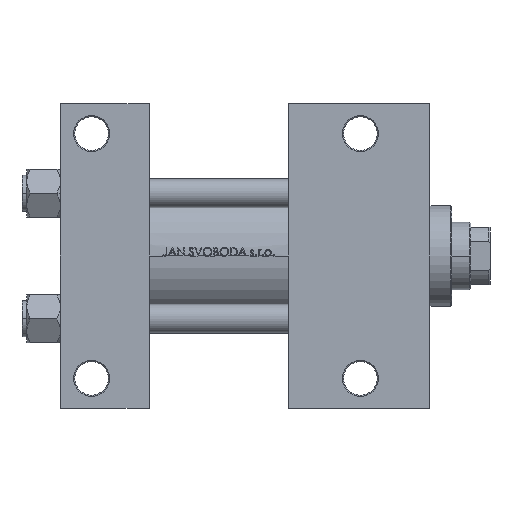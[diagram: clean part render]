
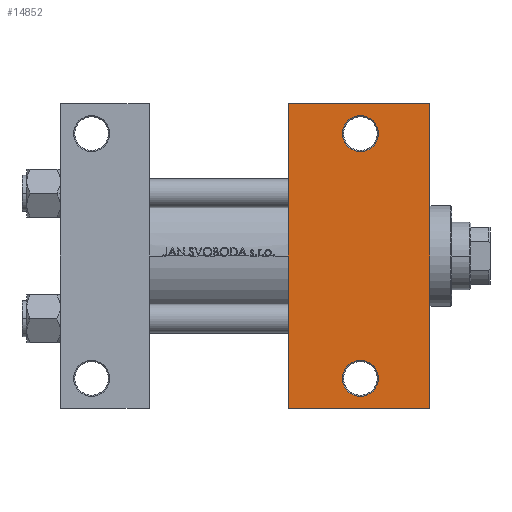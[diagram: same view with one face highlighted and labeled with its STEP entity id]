
A CAD part, front view. The second image highlights one B-rep face of the part: STEP entity #14852.
In plain terms, the highlighted face is planar.
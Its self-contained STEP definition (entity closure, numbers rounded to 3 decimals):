
#938 = VERTEX_POINT ( 'NONE', #29901 ) ;
#1702 = EDGE_CURVE ( 'NONE', #30564, #23007, #35538, .T. ) ;
#2545 = CIRCLE ( 'NONE', #37905, 7.5 ) ;
#3708 = DIRECTION ( 'NONE',  ( -1., 0., 0. ) ) ;
#3803 = ORIENTED_EDGE ( 'NONE', *, *, #18212, .T. ) ;
#4286 = ORIENTED_EDGE ( 'NONE', *, *, #24134, .F. ) ;
#5342 = FACE_OUTER_BOUND ( 'NONE', #16255, .T. ) ;
#5423 = VERTEX_POINT ( 'NONE', #28012 ) ;
#5831 = ORIENTED_EDGE ( 'NONE', *, *, #17239, .T. ) ;
#6036 = ORIENTED_EDGE ( 'NONE', *, *, #39133, .T. ) ;
#7236 = EDGE_LOOP ( 'NONE', ( #35414, #43513 ) ) ;
#8351 = DIRECTION ( 'NONE',  ( 0., -1., 0. ) ) ;
#8471 = EDGE_LOOP ( 'NONE', ( #5831, #3803 ) ) ;
#8653 = AXIS2_PLACEMENT_3D ( 'NONE', #17287, #34854, #21126 ) ;
#10111 = CARTESIAN_POINT ( 'NONE',  ( 154., -63.5, -37.5 ) ) ;
#10505 = CARTESIAN_POINT ( 'NONE',  ( 95., -63.5, -37.5 ) ) ;
#11878 = VECTOR ( 'NONE', #8351, 1000. ) ;
#12112 = CARTESIAN_POINT ( 'NONE',  ( 125., 51., -37.5 ) ) ;
#12370 = DIRECTION ( 'NONE',  ( 1., 0., 0. ) ) ;
#13249 = AXIS2_PLACEMENT_3D ( 'NONE', #34695, #16197, #13293 ) ;
#13293 = DIRECTION ( 'NONE',  ( -1., 0., 0. ) ) ;
#14368 = LINE ( 'NONE', #40337, #11878 ) ;
#14852 = ADVANCED_FACE ( 'NONE', ( #46498, #24334, #5342 ), #30856, .T. ) ;
#15508 = ORIENTED_EDGE ( 'NONE', *, *, #16884, .T. ) ;
#16197 = DIRECTION ( 'NONE',  ( 0., 0., -1. ) ) ;
#16255 = EDGE_LOOP ( 'NONE', ( #4286, #21530, #6036, #15508 ) ) ;
#16277 = EDGE_CURVE ( 'NONE', #5423, #45996, #19582, .T. ) ;
#16884 = EDGE_CURVE ( 'NONE', #43766, #21273, #17050, .T. ) ;
#17050 = LINE ( 'NONE', #46413, #27119 ) ;
#17239 = EDGE_CURVE ( 'NONE', #25648, #938, #2545, .T. ) ;
#17287 = CARTESIAN_POINT ( 'NONE',  ( 125., -51., -37.5 ) ) ;
#17975 = CARTESIAN_POINT ( 'NONE',  ( 117.5, 51., -37.5 ) ) ;
#18212 = EDGE_CURVE ( 'NONE', #938, #25648, #30884, .T. ) ;
#18314 = CIRCLE ( 'NONE', #22944, 7.5 ) ;
#19582 = LINE ( 'NONE', #45344, #43258 ) ;
#20243 = CARTESIAN_POINT ( 'NONE',  ( 154., 37.5, -37.5 ) ) ;
#20476 = LINE ( 'NONE', #20243, #45105 ) ;
#21126 = DIRECTION ( 'NONE',  ( -1., 0., 0. ) ) ;
#21273 = VERTEX_POINT ( 'NONE', #10505 ) ;
#21530 = ORIENTED_EDGE ( 'NONE', *, *, #16277, .T. ) ;
#22004 = DIRECTION ( 'NONE',  ( 0., 0., 1. ) ) ;
#22944 = AXIS2_PLACEMENT_3D ( 'NONE', #27357, #38668, #26891 ) ;
#23007 = VERTEX_POINT ( 'NONE', #17975 ) ;
#24134 = EDGE_CURVE ( 'NONE', #5423, #21273, #14368, .T. ) ;
#24334 = FACE_BOUND ( 'NONE', #8471, .T. ) ;
#25648 = VERTEX_POINT ( 'NONE', #46761 ) ;
#25820 = CARTESIAN_POINT ( 'NONE',  ( 132.5, 51., -37.5 ) ) ;
#26891 = DIRECTION ( 'NONE',  ( -1., 0., 0. ) ) ;
#27119 = VECTOR ( 'NONE', #31010, 1000. ) ;
#27357 = CARTESIAN_POINT ( 'NONE',  ( 125., 51., -37.5 ) ) ;
#27484 = DIRECTION ( 'NONE',  ( -1., 0., 0. ) ) ;
#28012 = CARTESIAN_POINT ( 'NONE',  ( 95., 63.5, -37.5 ) ) ;
#28981 = CARTESIAN_POINT ( 'NONE',  ( 125., -51., -37.5 ) ) ;
#29901 = CARTESIAN_POINT ( 'NONE',  ( 132.5, -51., -37.5 ) ) ;
#30564 = VERTEX_POINT ( 'NONE', #25820 ) ;
#30856 = PLANE ( 'NONE',  #13249 ) ;
#30884 = CIRCLE ( 'NONE', #8653, 7.5 ) ;
#31010 = DIRECTION ( 'NONE',  ( -1., 0., 0. ) ) ;
#31331 = DIRECTION ( 'NONE',  ( 0., 0., 1. ) ) ;
#34695 = CARTESIAN_POINT ( 'NONE',  ( 154., 37.5, -37.5 ) ) ;
#34854 = DIRECTION ( 'NONE',  ( 0., 0., 1. ) ) ;
#34904 = DIRECTION ( 'NONE',  ( 0., -1., 0. ) ) ;
#35414 = ORIENTED_EDGE ( 'NONE', *, *, #43105, .T. ) ;
#35538 = CIRCLE ( 'NONE', #39394, 7.5 ) ;
#37905 = AXIS2_PLACEMENT_3D ( 'NONE', #28981, #22004, #3708 ) ;
#38668 = DIRECTION ( 'NONE',  ( 0., 0., 1. ) ) ;
#39133 = EDGE_CURVE ( 'NONE', #45996, #43766, #20476, .T. ) ;
#39394 = AXIS2_PLACEMENT_3D ( 'NONE', #12112, #31331, #27484 ) ;
#40122 = CARTESIAN_POINT ( 'NONE',  ( 154., 63.5, -37.5 ) ) ;
#40337 = CARTESIAN_POINT ( 'NONE',  ( 95., 37.5, -37.5 ) ) ;
#43105 = EDGE_CURVE ( 'NONE', #23007, #30564, #18314, .T. ) ;
#43258 = VECTOR ( 'NONE', #12370, 1000. ) ;
#43513 = ORIENTED_EDGE ( 'NONE', *, *, #1702, .T. ) ;
#43766 = VERTEX_POINT ( 'NONE', #10111 ) ;
#45105 = VECTOR ( 'NONE', #34904, 1000. ) ;
#45344 = CARTESIAN_POINT ( 'NONE',  ( 95., 63.5, -37.5 ) ) ;
#45996 = VERTEX_POINT ( 'NONE', #40122 ) ;
#46413 = CARTESIAN_POINT ( 'NONE',  ( 95., -63.5, -37.5 ) ) ;
#46498 = FACE_BOUND ( 'NONE', #7236, .T. ) ;
#46761 = CARTESIAN_POINT ( 'NONE',  ( 117.5, -51., -37.5 ) ) ;
